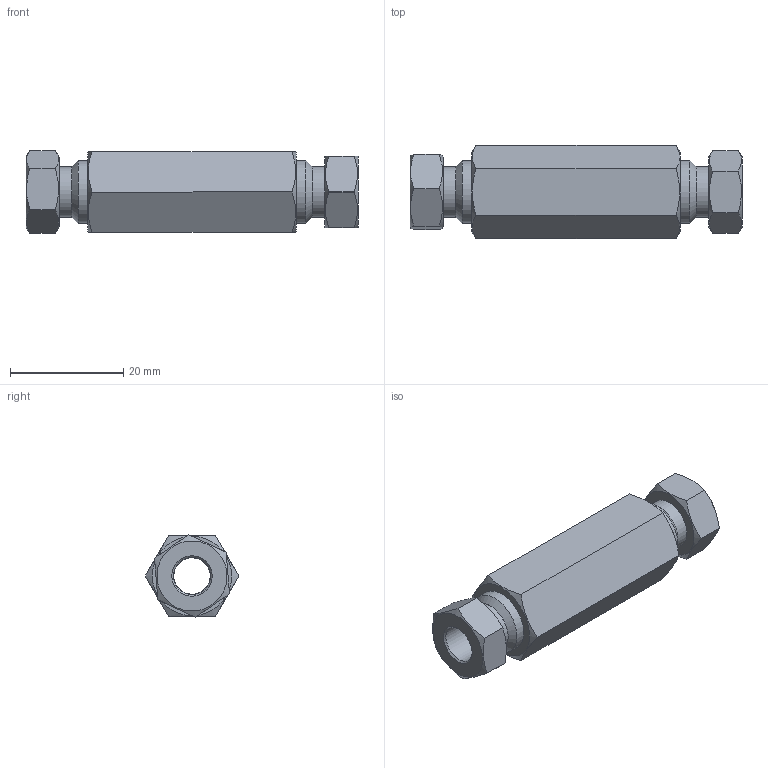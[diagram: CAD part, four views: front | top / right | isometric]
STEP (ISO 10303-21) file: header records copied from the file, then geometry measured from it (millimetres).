
FILE_DESCRIPTION((''),'2;1');
FILE_NAME('305122-ZU4T Internal union.stp','2008-08-07T11:31:43',('Franzp'),(''),'Autodesk Inventor 2008','Autodesk Inventor 2008','');
FILE_SCHEMA(('AUTOMOTIVE_DESIGN { 1 0 10303 214 1 1 1 1 }'));
Length unit declared in the file: millimetre
Products named in the file (4): 305122; 312556; 310148; 310158
Assembly tree (5 placements, depth 2):
  305122
    312556
    310148  x2
    310158  x2
Bounding box: 58.67 x 16.5 x 14.61 mm (x, y, z)
Volume: 7004.8 mm3; surface area: 6226.4 mm2
Topology: 5 solids, 5 shells, 91 faces, 201 edges, 128 vertices
Faces by surface type: plane 34, cone 20, cylinder 20, bspline 11, torus 6
Full cylindrical faces by diameter (mm): 8.89 x4, 9.271 x2, 11.113 x2
Entity records: 1537 total; most frequent: CARTESIAN_POINT 397, DIRECTION 222, ORIENTED_EDGE 178, AXIS2_PLACEMENT_3D 102, EDGE_LOOP 92, EDGE_CURVE 89, VERTEX_POINT 71, FACE_OUTER_BOUND 55
